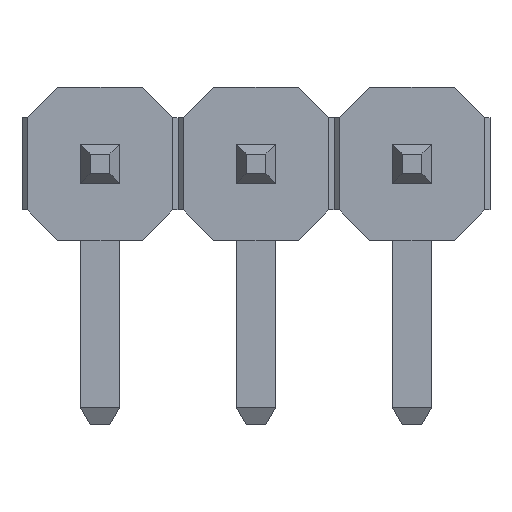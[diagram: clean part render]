
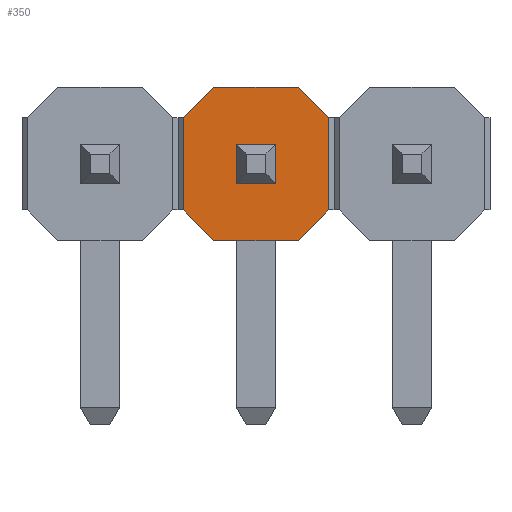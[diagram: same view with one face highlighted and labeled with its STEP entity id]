
A CAD part, front view. The second image highlights one B-rep face of the part: STEP entity #350.
In plain terms, the highlighted planar face has unit normal (0, -1, 0).
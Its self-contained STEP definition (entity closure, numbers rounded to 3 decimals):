
#350=ADVANCED_FACE('',(#1006),#1008,.F.);
#1006=FACE_BOUND('',#1007,.T.);
#1007=EDGE_LOOP('',(#1508,#1509,#1510,#1511,#1512,#1513,#1514,#1515));
#1008=PLANE('',#1009);
#1009=AXIS2_PLACEMENT_3D('',#1010,#1011,#1012);
#1010=CARTESIAN_POINT('',(5.08,-4.03,0.));
#1011=DIRECTION('',(-0.,1.,0.));
#1012=DIRECTION('',(1.,0.,0.));
#1508=ORIENTED_EDGE('',*,*,#1836,.T.);
#1509=ORIENTED_EDGE('',*,*,#1800,.F.);
#1510=ORIENTED_EDGE('',*,*,#1837,.F.);
#1511=ORIENTED_EDGE('',*,*,#1794,.F.);
#1512=ORIENTED_EDGE('',*,*,#1838,.T.);
#1513=ORIENTED_EDGE('',*,*,#1816,.F.);
#1514=ORIENTED_EDGE('',*,*,#1839,.F.);
#1515=ORIENTED_EDGE('',*,*,#1810,.F.);
#1794=EDGE_CURVE('',#1975,#1977,#1978,.T.);
#1800=EDGE_CURVE('',#1987,#1989,#1990,.T.);
#1810=EDGE_CURVE('',#1998,#2003,#2004,.T.);
#1816=EDGE_CURVE('',#2013,#2015,#2016,.T.);
#1836=EDGE_CURVE('',#1998,#1989,#2044,.T.);
#1837=EDGE_CURVE('',#1977,#1987,#2045,.T.);
#1838=EDGE_CURVE('',#1975,#2015,#2046,.T.);
#1839=EDGE_CURVE('',#2003,#2013,#2047,.T.);
#1975=VERTEX_POINT('',#2265);
#1977=VERTEX_POINT('',#2269);
#1978=LINE('',#2270,#2271);
#1987=VERTEX_POINT('',#2289);
#1989=VERTEX_POINT('',#2293);
#1990=LINE('',#2294,#2295);
#1998=VERTEX_POINT('',#2316);
#2003=VERTEX_POINT('',#2327);
#2004=LINE('',#2328,#2329);
#2013=VERTEX_POINT('',#2347);
#2015=VERTEX_POINT('',#2351);
#2016=LINE('',#2352,#2353);
#2044=LINE('',#2420,#2421);
#2045=LINE('',#2423,#2424);
#2046=LINE('',#2426,#2427);
#2047=LINE('',#2429,#2430);
#2265=CARTESIAN_POINT('',(3.725,-4.03,0.5));
#2269=CARTESIAN_POINT('',(3.225,-4.03,0.));
#2270=CARTESIAN_POINT('',(3.725,-4.03,0.5));
#2271=VECTOR('',#2272,1.);
#2272=DIRECTION('',(-0.707,0.,-0.707));
#2289=CARTESIAN_POINT('',(1.855,-4.03,0.));
#2293=CARTESIAN_POINT('',(1.355,-4.03,0.5));
#2294=CARTESIAN_POINT('',(1.855,-4.03,0.));
#2295=VECTOR('',#2296,1.);
#2296=DIRECTION('',(-0.707,0.,0.707));
#2316=CARTESIAN_POINT('',(1.355,-4.03,2.));
#2327=CARTESIAN_POINT('',(1.855,-4.03,2.5));
#2328=CARTESIAN_POINT('',(1.355,-4.03,2.));
#2329=VECTOR('',#2330,1.);
#2330=DIRECTION('',(0.707,0.,0.707));
#2347=CARTESIAN_POINT('',(3.225,-4.03,2.5));
#2351=CARTESIAN_POINT('',(3.725,-4.03,2.));
#2352=CARTESIAN_POINT('',(3.225,-4.03,2.5));
#2353=VECTOR('',#2354,1.);
#2354=DIRECTION('',(0.707,0.,-0.707));
#2420=CARTESIAN_POINT('',(1.355,-4.03,2.));
#2421=VECTOR('',#2422,1.);
#2422=DIRECTION('',(0.,0.,-1.));
#2423=CARTESIAN_POINT('',(3.225,-4.03,0.));
#2424=VECTOR('',#2425,1.);
#2425=DIRECTION('',(-1.,0.,0.));
#2426=CARTESIAN_POINT('',(3.725,-4.03,0.5));
#2427=VECTOR('',#2428,1.);
#2428=DIRECTION('',(0.,0.,1.));
#2429=CARTESIAN_POINT('',(1.855,-4.03,2.5));
#2430=VECTOR('',#2431,1.);
#2431=DIRECTION('',(1.,0.,0.));
